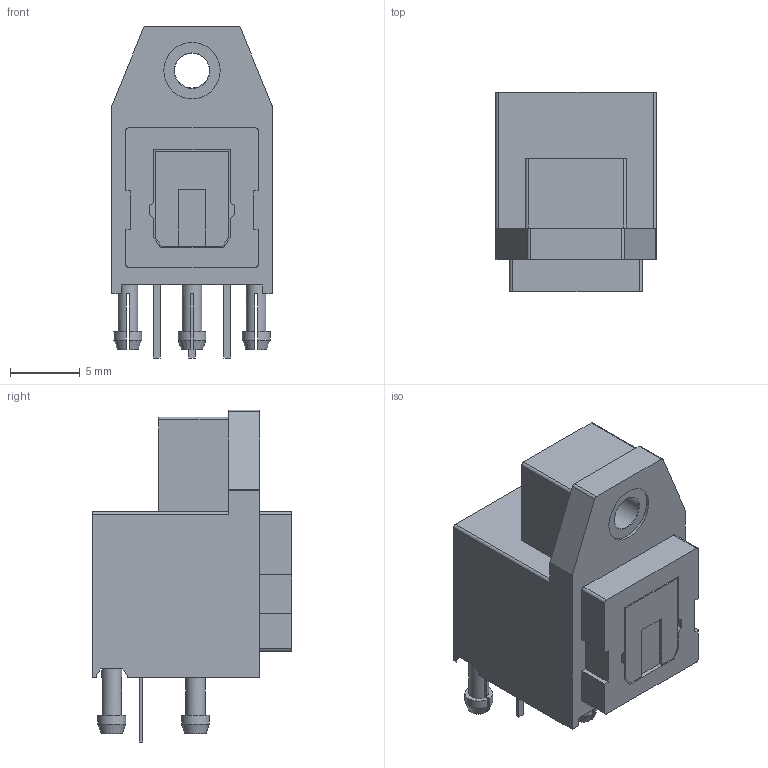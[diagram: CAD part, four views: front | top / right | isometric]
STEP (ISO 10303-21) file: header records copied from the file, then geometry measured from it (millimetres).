
FILE_DESCRIPTION(/* description */ (''),/* implementation_level */ '2;1');
FILE_NAME(/* name */ '1.stp',/* time_stamp */ '2021-11-11T21:51:29+02:00',/* author */ ('k'),/* organization */ (''),/* preprocessor_version */ 'ST-DEVELOPER v15.6',/* originating_system */ 'Autodesk Inventor 2015',/* authorisation */ '');
FILE_SCHEMA (('AUTOMOTIVE_DESIGN { 1 0 10303 214 3 1 1 }'));
Length unit declared in the file: millimetre
Products named in the file (4): 1; 2; 3
Bounding box: 11.5 x 14.3 x 23.8 mm (x, y, z)
Volume: 2121.1 mm3; surface area: 1511.3 mm2
Topology: 11 solids, 11 shells, 244 faces, 632 edges, 421 vertices
Faces by surface type: plane 178, cylinder 26, bspline 24, cone 16
Full cylindrical faces by diameter (mm): 1.416 x3, 2.5 x1, 4.04 x1, 4.26 x1
Entity records: 7515 total; most frequent: CARTESIAN_POINT 1658, ORIENTED_EDGE 1242, DIRECTION 1081, EDGE_CURVE 621, LINE 463, VECTOR 463, VERTEX_POINT 418, AXIS2_PLACEMENT_3D 309
